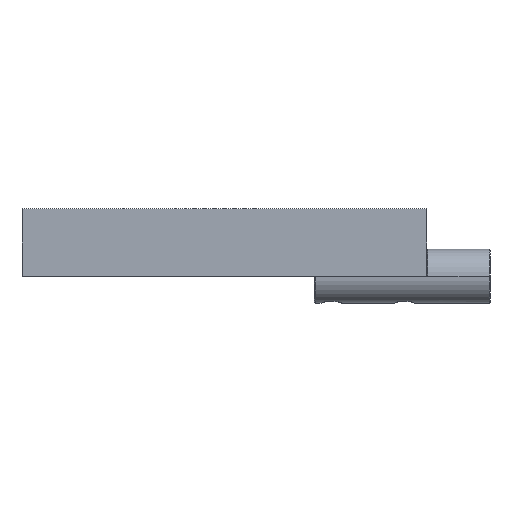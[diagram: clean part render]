
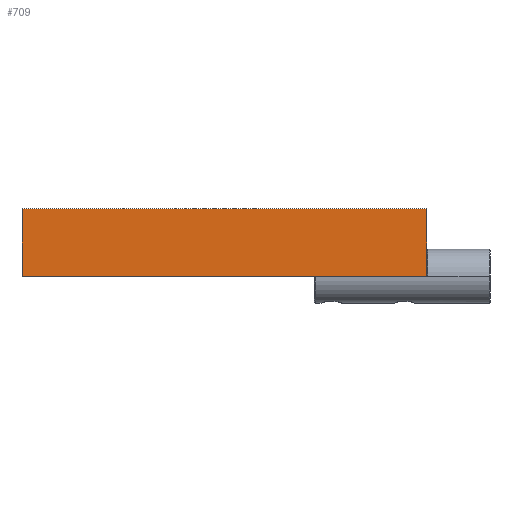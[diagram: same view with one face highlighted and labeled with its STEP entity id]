
A CAD part, left-side view. The second image highlights one B-rep face of the part: STEP entity #709.
In plain terms, the highlighted face is planar.
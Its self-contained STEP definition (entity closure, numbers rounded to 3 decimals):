
#629 = DIRECTION ( 'NONE',  ( -1., 0., 0. ) ) ;
#644 = VECTOR ( 'NONE', #9314, 1000. ) ;
#709 = ADVANCED_FACE ( 'NONE', ( #1623 ), #1512, .F. ) ;
#1198 = EDGE_CURVE ( 'NONE', #7232, #8125, #11193, .T. ) ;
#1284 = VERTEX_POINT ( 'NONE', #10934 ) ;
#1512 = PLANE ( 'NONE',  #4379 ) ;
#1525 = DIRECTION ( 'NONE',  ( 0., 1., 0. ) ) ;
#1623 = FACE_OUTER_BOUND ( 'NONE', #9386, .T. ) ;
#1640 = CARTESIAN_POINT ( 'NONE',  ( 45., -7.5, 90. ) ) ;
#2098 = VECTOR ( 'NONE', #8903, 1000. ) ;
#2344 = ORIENTED_EDGE ( 'NONE', *, *, #10165, .F. ) ;
#2432 = ORIENTED_EDGE ( 'NONE', *, *, #8804, .T. ) ;
#3153 = DIRECTION ( 'NONE',  ( 0., 0., 1. ) ) ;
#3192 = LINE ( 'NONE', #11183, #5511 ) ;
#3548 = CARTESIAN_POINT ( 'NONE',  ( 45., 7.5, 90. ) ) ;
#3748 = LINE ( 'NONE', #1640, #5375 ) ;
#3952 = CARTESIAN_POINT ( 'NONE',  ( 45., -7.5, 90. ) ) ;
#4348 = VERTEX_POINT ( 'NONE', #7635 ) ;
#4379 = AXIS2_PLACEMENT_3D ( 'NONE', #6668, #629, #3153 ) ;
#5137 = DIRECTION ( 'NONE',  ( 0., 0., -1. ) ) ;
#5317 = CARTESIAN_POINT ( 'NONE',  ( 45., 7.5, 90. ) ) ;
#5375 = VECTOR ( 'NONE', #5137, 1000. ) ;
#5467 = LINE ( 'NONE', #5317, #2098 ) ;
#5511 = VECTOR ( 'NONE', #1525, 1000. ) ;
#5965 = CARTESIAN_POINT ( 'NONE',  ( 45., -7.5, 90. ) ) ;
#6586 = ORIENTED_EDGE ( 'NONE', *, *, #1198, .F. ) ;
#6668 = CARTESIAN_POINT ( 'NONE',  ( 45., -7.5, 90. ) ) ;
#7002 = ORIENTED_EDGE ( 'NONE', *, *, #7415, .T. ) ;
#7232 = VERTEX_POINT ( 'NONE', #5965 ) ;
#7415 = EDGE_CURVE ( 'NONE', #7232, #1284, #3748, .T. ) ;
#7635 = CARTESIAN_POINT ( 'NONE',  ( 45., 7.5, 0. ) ) ;
#8125 = VERTEX_POINT ( 'NONE', #3548 ) ;
#8804 = EDGE_CURVE ( 'NONE', #1284, #4348, #3192, .T. ) ;
#8903 = DIRECTION ( 'NONE',  ( 0., 0., -1. ) ) ;
#9314 = DIRECTION ( 'NONE',  ( 0., 1., 0. ) ) ;
#9386 = EDGE_LOOP ( 'NONE', ( #2432, #2344, #6586, #7002 ) ) ;
#10165 = EDGE_CURVE ( 'NONE', #8125, #4348, #5467, .T. ) ;
#10934 = CARTESIAN_POINT ( 'NONE',  ( 45., -7.5, 0. ) ) ;
#11183 = CARTESIAN_POINT ( 'NONE',  ( 45., -7.5, 0. ) ) ;
#11193 = LINE ( 'NONE', #3952, #644 ) ;
